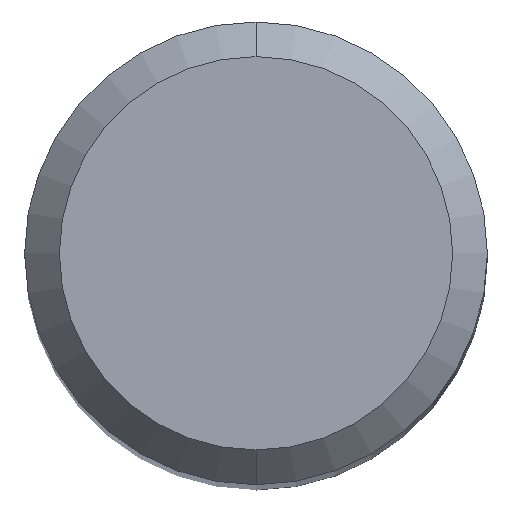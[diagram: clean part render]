
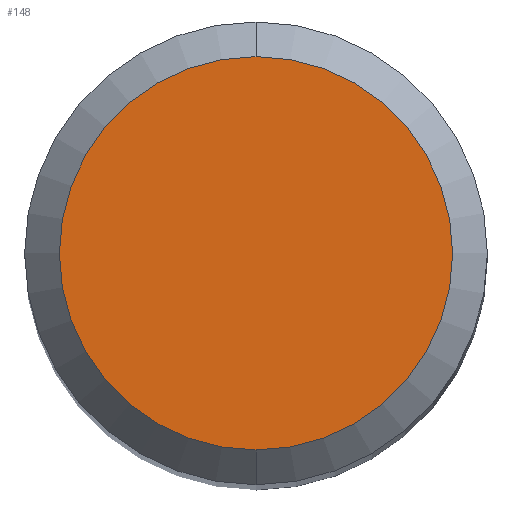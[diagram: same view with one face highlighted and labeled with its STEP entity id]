
A CAD part, top view. The second image highlights one B-rep face of the part: STEP entity #148.
In plain terms, the highlighted planar face has unit normal (0, 0, 1).
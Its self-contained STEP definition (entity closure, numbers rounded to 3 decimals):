
#138=EDGE_CURVE('',#230,#200,#310,.T.);
#148=ADVANCED_FACE('',(#323),#324,.T.);
#172=EDGE_CURVE('',#200,#230,#348,.T.);
#200=VERTEX_POINT('',#380);
#230=VERTEX_POINT('',#413);
#310=CIRCLE('',#496,1.7);
#323=FACE_OUTER_BOUND('',#509,.T.);
#324=PLANE('',#510);
#348=CIRCLE('',#543,1.7);
#380=CARTESIAN_POINT('',(0.0,1.7,0.0));
#413=CARTESIAN_POINT('',(0.,-1.7,0.0));
#496=AXIS2_PLACEMENT_3D('',#718,#719,#720);
#509=EDGE_LOOP('',(#745,#746));
#510=AXIS2_PLACEMENT_3D('',#747,#748,#749);
#543=AXIS2_PLACEMENT_3D('',#769,#770,#771);
#718=CARTESIAN_POINT('',(0.0,0.0,0.0));
#719=DIRECTION('',(0.0,0.0,-1.0));
#720=DIRECTION('',(0.0,1.0,0.0));
#745=ORIENTED_EDGE('',*,*,#172,.F.);
#746=ORIENTED_EDGE('',*,*,#138,.F.);
#747=CARTESIAN_POINT('',(0.0,0.85,0.0));
#748=DIRECTION('',(-0.0,0.0,1.0));
#749=DIRECTION('',(0.0,-1.0,0.0));
#769=CARTESIAN_POINT('',(0.0,0.0,0.0));
#770=DIRECTION('',(0.0,0.0,-1.0));
#771=DIRECTION('',(0.0,1.0,0.0));
